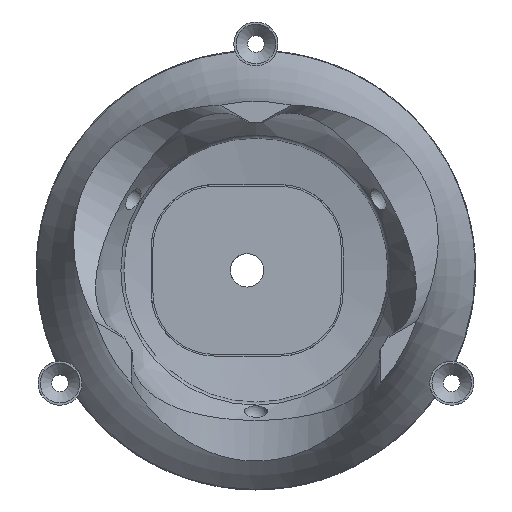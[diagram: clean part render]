
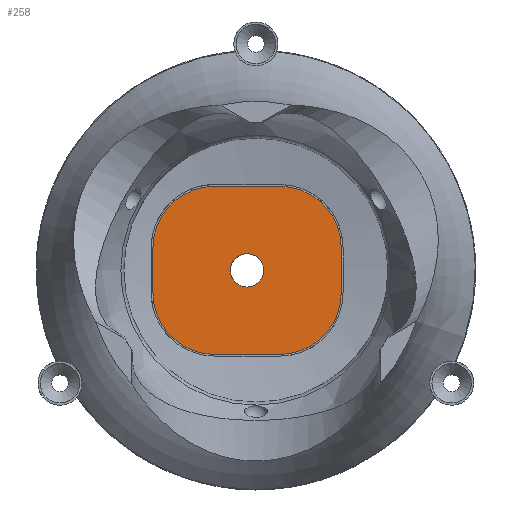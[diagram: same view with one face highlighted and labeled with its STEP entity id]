
A CAD part, top view. The second image highlights one B-rep face of the part: STEP entity #258.
In plain terms, the highlighted planar face has unit normal (0, 0, 1).
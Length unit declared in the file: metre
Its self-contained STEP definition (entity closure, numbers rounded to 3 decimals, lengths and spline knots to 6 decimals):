
#258=ADVANCED_FACE('0:530',(#578,#579),#580,.T.);
#578=FACE_OUTER_BOUND('',#1223,.T.);
#579=FACE_BOUND('',#1224,.T.);
#580=PLANE('',#1225);
#1223=EDGE_LOOP('',(#1813,#1814,#1815,#1816,#1817,#1818,#1819,#1820));
#1224=EDGE_LOOP('',(#1821));
#1225=AXIS2_PLACEMENT_3D('',#1822,#1823,#1824);
#1813=ORIENTED_EDGE('',*,*,#2408,.F.);
#1814=ORIENTED_EDGE('',*,*,#2409,.F.);
#1815=ORIENTED_EDGE('',*,*,#2410,.F.);
#1816=ORIENTED_EDGE('',*,*,#2411,.F.);
#1817=ORIENTED_EDGE('',*,*,#2412,.F.);
#1818=ORIENTED_EDGE('',*,*,#2401,.F.);
#1819=ORIENTED_EDGE('',*,*,#2406,.T.);
#1820=ORIENTED_EDGE('',*,*,#2413,.F.);
#1821=ORIENTED_EDGE('',*,*,#2414,.T.);
#1822=CARTESIAN_POINT('',(0.130966,-0.007988,0.011224));
#1823=DIRECTION('',(0.,0.,1.0));
#1824=DIRECTION('',(0.,1.0,0.));
#2401=EDGE_CURVE('0:563',#2813,#2815,#2816,.T.);
#2406=EDGE_CURVE('0:569',#2813,#2821,#2823,.T.);
#2408=EDGE_CURVE('0:581',#2825,#2826,#2827,.T.);
#2409=EDGE_CURVE('0:587',#2828,#2825,#2829,.T.);
#2410=EDGE_CURVE('0:593',#2830,#2828,#2831,.T.);
#2411=EDGE_CURVE('0:599',#2832,#2830,#2833,.T.);
#2412=EDGE_CURVE('0:605',#2815,#2832,#2834,.T.);
#2413=EDGE_CURVE('0:575',#2826,#2821,#2835,.T.);
#2414=EDGE_CURVE('0:611',#2836,#2836,#2837,.T.);
#2813=VERTEX_POINT('',#4078);
#2815=VERTEX_POINT('',#4081);
#2816=LINE('',#4082,#4083);
#2821=VERTEX_POINT('',#4089);
#2823=CIRCLE('',#4092,0.007001);
#2825=VERTEX_POINT('',#4094);
#2826=VERTEX_POINT('',#4095);
#2827=CIRCLE('',#4096,0.007);
#2828=VERTEX_POINT('',#4097);
#2829=LINE('',#4098,#4099);
#2830=VERTEX_POINT('',#4100);
#2831=CIRCLE('',#4101,0.007);
#2832=VERTEX_POINT('',#4102);
#2833=LINE('',#4103,#4104);
#2834=CIRCLE('',#4105,0.007);
#2835=LINE('',#4106,#4107);
#2836=VERTEX_POINT('',#4108);
#2837=CIRCLE('',#4109,0.0019);
#4078=CARTESIAN_POINT('',(0.134665,-0.017538,0.011224));
#4081=CARTESIAN_POINT('',(0.127266,-0.017538,0.011224));
#4082=CARTESIAN_POINT('',(0.134665,-0.017538,0.011224));
#4083=VECTOR('',#4660,1.0);
#4089=CARTESIAN_POINT('',(0.141666,-0.010537,0.011224));
#4092=AXIS2_PLACEMENT_3D('',#4666,#4667,#4668);
#4094=CARTESIAN_POINT('',(0.134666,0.001562,0.011224));
#4095=CARTESIAN_POINT('',(0.141666,-0.005438,0.011224));
#4096=AXIS2_PLACEMENT_3D('',#4669,#4670,#4671);
#4097=CARTESIAN_POINT('',(0.127266,0.001562,0.011224));
#4098=CARTESIAN_POINT('',(0.127266,0.001562,0.011224));
#4099=VECTOR('',#4672,1.0);
#4100=CARTESIAN_POINT('',(0.120266,-0.005438,0.011224));
#4101=AXIS2_PLACEMENT_3D('',#4673,#4674,#4675);
#4102=CARTESIAN_POINT('',(0.120266,-0.010538,0.011224));
#4103=CARTESIAN_POINT('',(0.120266,-0.010538,0.011224));
#4104=VECTOR('',#4676,1.0);
#4105=AXIS2_PLACEMENT_3D('',#4677,#4678,#4679);
#4106=CARTESIAN_POINT('',(0.141666,-0.005438,0.011224));
#4107=VECTOR('',#4680,1.0);
#4108=CARTESIAN_POINT('',(0.132866,-0.007987,0.011224));
#4109=AXIS2_PLACEMENT_3D('',#4681,#4682,#4683);
#4660=DIRECTION('',(-1.0,0.,0.));
#4666=CARTESIAN_POINT('',(0.134665,-0.010537,0.011224));
#4667=DIRECTION('',(0.,0.,1.0));
#4668=DIRECTION('',(0.,-1.0,0.));
#4669=CARTESIAN_POINT('',(0.134666,-0.005438,0.011224));
#4670=DIRECTION('',(0.,0.,-1.0));
#4671=DIRECTION('',(0.,1.0,0.));
#4672=DIRECTION('',(1.0,0.,0.));
#4673=CARTESIAN_POINT('',(0.127266,-0.005438,0.011224));
#4674=DIRECTION('',(0.,0.,-1.0));
#4675=DIRECTION('',(-1.0,0.,0.));
#4676=DIRECTION('',(0.,1.0,0.));
#4677=CARTESIAN_POINT('',(0.127266,-0.010538,0.011224));
#4678=DIRECTION('',(0.,0.,-1.0));
#4679=DIRECTION('',(0.,-1.0,0.));
#4680=DIRECTION('',(0.,-1.0,0.));
#4681=CARTESIAN_POINT('',(0.130966,-0.007987,0.011224));
#4682=DIRECTION('',(0.,0.,-1.0));
#4683=DIRECTION('',(-1.0,0.,0.));
